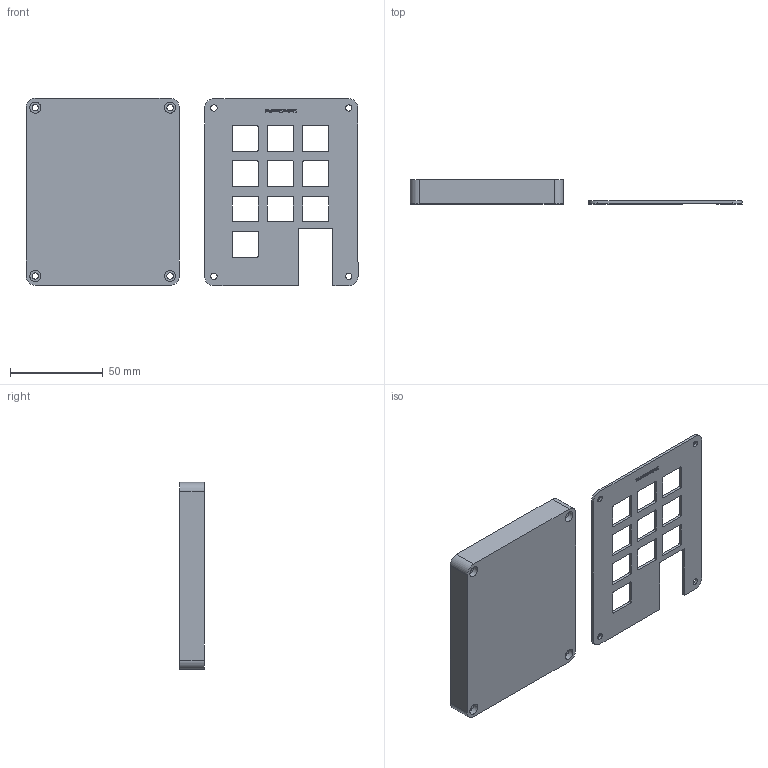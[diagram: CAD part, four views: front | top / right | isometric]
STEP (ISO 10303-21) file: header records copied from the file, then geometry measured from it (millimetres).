
FILE_DESCRIPTION(/* description */ (''),/* implementation_level */ '2;1');
FILE_NAME(/* name */ 'Maritza''s MacroPad Final.step',/* time_stamp */ '2025-12-24T17:40:56+07:00',/* author */ (''),/* organization */ (''),/* preprocessor_version */ 'ST-DEVELOPER v20.1',/* originating_system */ 'Autodesk Translation Framework v14.21.0.0',/* authorisation */ '');
FILE_SCHEMA (('AUTOMOTIVE_DESIGN { 1 0 10303 214 3 1 1 }'));
Length unit declared in the file: millimetre
Products named in the file (4): 2025-12-23-10-02-00-739; 2025-12-23-10-09-21-808; 2025-12-24-08-13-44-239; 2025-12-24-00-48-54-126
Assembly tree (1 placements, depth 2):
  2025-12-23-10-02-00-739
    2025-12-24-08-13-44-239
  2025-12-23-10-09-21-808
  2025-12-24-00-48-54-126
Bounding box: 179.4 x 13 x 101.2 mm (x, y, z)
Volume: 62791.6 mm3; surface area: 37832.2 mm2
Topology: 2 solids, 2 shells, 473 faces, 1326 edges, 884 vertices
Faces by surface type: bspline 222, plane 191, cylinder 60
Full cylindrical faces by diameter (mm): 3.4 x8, 6 x4
Entity records: 17424 total; most frequent: CARTESIAN_POINT 6464, ORIENTED_EDGE 2652, DIRECTION 1518, EDGE_CURVE 1326, VERTEX_POINT 884, LINE 762, VECTOR 762, EDGE_LOOP 536
